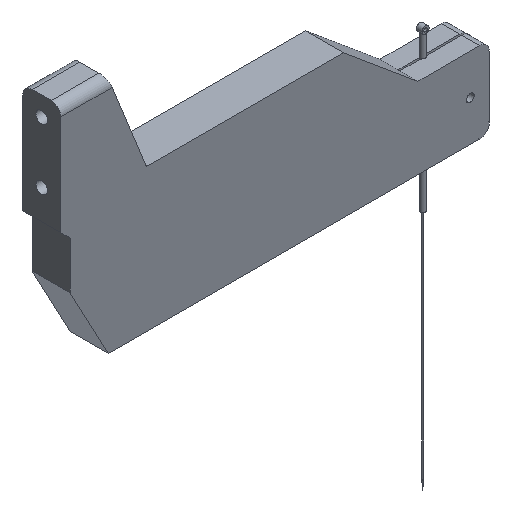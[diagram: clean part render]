
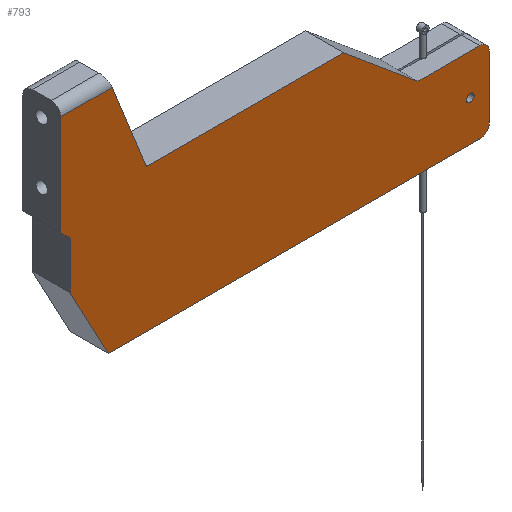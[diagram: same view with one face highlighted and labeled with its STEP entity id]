
A CAD part, isometric view. The second image highlights one B-rep face of the part: STEP entity #793.
In plain terms, the highlighted planar face has unit normal (0, -1, 0).
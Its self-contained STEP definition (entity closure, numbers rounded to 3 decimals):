
#37=FACE_BOUND('',#177,.T.);
#60=PLANE('',#889);
#122=FACE_OUTER_BOUND('',#176,.T.);
#176=EDGE_LOOP('',(#697,#698,#699,#700,#701,#702,#703,#704,#705,#706,#707,
#708,#709));
#177=EDGE_LOOP('',(#710));
#198=LINE('',#1218,#267);
#207=LINE('',#1241,#276);
#217=LINE('',#1269,#286);
#239=LINE('',#1347,#308);
#246=LINE('',#1369,#315);
#248=LINE('',#1375,#317);
#249=LINE('',#1378,#318);
#250=LINE('',#1380,#319);
#251=LINE('',#1381,#320);
#252=LINE('',#1382,#321);
#253=LINE('',#1383,#322);
#267=VECTOR('',#950,10.);
#276=VECTOR('',#967,10.);
#286=VECTOR('',#987,10.);
#308=VECTOR('',#1073,10.);
#315=VECTOR('',#1100,10.);
#317=VECTOR('',#1106,10.);
#318=VECTOR('',#1109,10.);
#319=VECTOR('',#1110,10.);
#320=VECTOR('',#1111,10.);
#321=VECTOR('',#1112,10.);
#322=VECTOR('',#1113,10.);
#357=CIRCLE('',#883,2.);
#358=CIRCLE('',#885,0.8);
#360=CIRCLE('',#890,2.);
#373=VERTEX_POINT('',#1215);
#374=VERTEX_POINT('',#1217);
#384=VERTEX_POINT('',#1239);
#396=VERTEX_POINT('',#1267);
#397=VERTEX_POINT('',#1268);
#420=VERTEX_POINT('',#1344);
#421=VERTEX_POINT('',#1346);
#422=VERTEX_POINT('',#1357);
#423=VERTEX_POINT('',#1361);
#425=VERTEX_POINT('',#1366);
#426=VERTEX_POINT('',#1368);
#428=VERTEX_POINT('',#1374);
#429=VERTEX_POINT('',#1376);
#430=VERTEX_POINT('',#1379);
#449=EDGE_CURVE('',#373,#374,#198,.T.);
#461=EDGE_CURVE('',#373,#384,#207,.T.);
#474=EDGE_CURVE('',#396,#397,#217,.T.);
#513=EDGE_CURVE('',#421,#420,#239,.T.);
#519=EDGE_CURVE('',#422,#384,#357,.T.);
#520=EDGE_CURVE('',#423,#423,#358,.T.);
#523=EDGE_CURVE('',#425,#426,#246,.T.);
#526=EDGE_CURVE('',#422,#428,#248,.T.);
#527=EDGE_CURVE('',#429,#428,#360,.T.);
#528=EDGE_CURVE('',#429,#421,#249,.T.);
#529=EDGE_CURVE('',#420,#430,#250,.T.);
#530=EDGE_CURVE('',#430,#426,#251,.T.);
#531=EDGE_CURVE('',#425,#397,#252,.T.);
#532=EDGE_CURVE('',#396,#374,#253,.T.);
#697=ORIENTED_EDGE('',*,*,#449,.F.);
#698=ORIENTED_EDGE('',*,*,#461,.T.);
#699=ORIENTED_EDGE('',*,*,#519,.F.);
#700=ORIENTED_EDGE('',*,*,#526,.T.);
#701=ORIENTED_EDGE('',*,*,#527,.F.);
#702=ORIENTED_EDGE('',*,*,#528,.T.);
#703=ORIENTED_EDGE('',*,*,#513,.T.);
#704=ORIENTED_EDGE('',*,*,#529,.T.);
#705=ORIENTED_EDGE('',*,*,#530,.T.);
#706=ORIENTED_EDGE('',*,*,#523,.F.);
#707=ORIENTED_EDGE('',*,*,#531,.T.);
#708=ORIENTED_EDGE('',*,*,#474,.F.);
#709=ORIENTED_EDGE('',*,*,#532,.T.);
#710=ORIENTED_EDGE('',*,*,#520,.T.);
#793=ADVANCED_FACE('',(#122,#37),#60,.F.);
#883=AXIS2_PLACEMENT_3D('',#1359,#1089,#1090);
#885=AXIS2_PLACEMENT_3D('',#1362,#1093,#1094);
#889=AXIS2_PLACEMENT_3D('',#1373,#1104,#1105);
#890=AXIS2_PLACEMENT_3D('',#1377,#1107,#1108);
#950=DIRECTION('',(-0.471,0.,0.882));
#967=DIRECTION('',(1.,0.,0.));
#987=DIRECTION('',(-0.707,0.,0.707));
#1073=DIRECTION('',(-0.768,0.,0.64));
#1089=DIRECTION('center_axis',(0.,1.,0.));
#1090=DIRECTION('ref_axis',(0.707,0.,-0.707));
#1093=DIRECTION('center_axis',(0.,1.,0.));
#1094=DIRECTION('ref_axis',(1.,0.,0.));
#1100=DIRECTION('',(1.,0.,0.));
#1104=DIRECTION('center_axis',(0.,1.,0.));
#1105=DIRECTION('ref_axis',(1.,0.,0.));
#1106=DIRECTION('',(0.,0.,1.));
#1107=DIRECTION('center_axis',(0.,1.,0.));
#1108=DIRECTION('ref_axis',(0.707,0.,0.707));
#1109=DIRECTION('',(-1.,0.,0.));
#1110=DIRECTION('',(-1.,0.,0.));
#1111=DIRECTION('',(-0.371,0.,0.928));
#1112=DIRECTION('',(0.,0.,-1.));
#1113=DIRECTION('',(0.,0.,-1.));
#1215=CARTESIAN_POINT('',(10.,-4.,-15.));
#1217=CARTESIAN_POINT('',(2.,-4.,0.));
#1218=CARTESIAN_POINT('',(6.685,-4.,-8.785));
#1239=CARTESIAN_POINT('',(88.,-4.,-15.));
#1241=CARTESIAN_POINT('',(90.,-4.,-15.));
#1267=CARTESIAN_POINT('',(2.,-4.,10.));
#1268=CARTESIAN_POINT('',(0.,-4.,12.));
#1269=CARTESIAN_POINT('',(12.25,-4.,-0.25));
#1344=CARTESIAN_POINT('',(59.4,-4.,15.));
#1346=CARTESIAN_POINT('',(75.,-4.,2.));
#1347=CARTESIAN_POINT('',(75.,-4.,2.));
#1357=CARTESIAN_POINT('',(90.,-4.,-13.));
#1359=CARTESIAN_POINT('Origin',(88.,-4.,-13.));
#1361=CARTESIAN_POINT('',(85.2,-4.,-6.5));
#1362=CARTESIAN_POINT('Origin',(86.,-4.,-6.5));
#1366=CARTESIAN_POINT('',(0.,-4.,33.));
#1368=CARTESIAN_POINT('',(10.8,-4.,33.));
#1369=CARTESIAN_POINT('',(27.5,-4.,33.));
#1373=CARTESIAN_POINT('Origin',(45.,-4.,10.));
#1374=CARTESIAN_POINT('',(90.,-4.,0.));
#1375=CARTESIAN_POINT('',(90.,-4.,15.));
#1376=CARTESIAN_POINT('',(88.,-4.,2.));
#1377=CARTESIAN_POINT('Origin',(88.,-4.,0.));
#1378=CARTESIAN_POINT('',(90.,-4.,2.));
#1379=CARTESIAN_POINT('',(18.,-4.,15.));
#1380=CARTESIAN_POINT('',(18.,-4.,15.));
#1381=CARTESIAN_POINT('',(10.,-4.,35.));
#1382=CARTESIAN_POINT('',(0.,-4.,0.));
#1383=CARTESIAN_POINT('',(2.,-4.,-15.));
